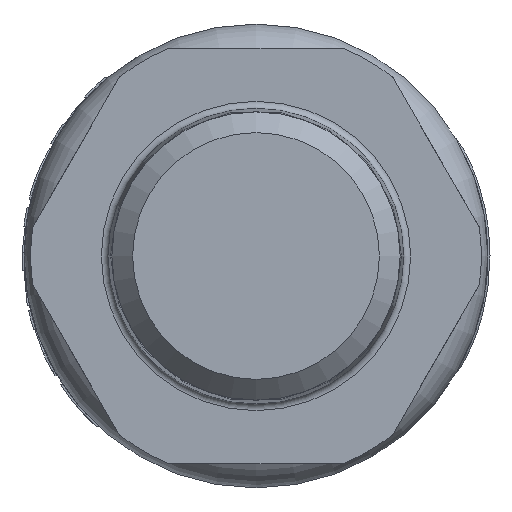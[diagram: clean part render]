
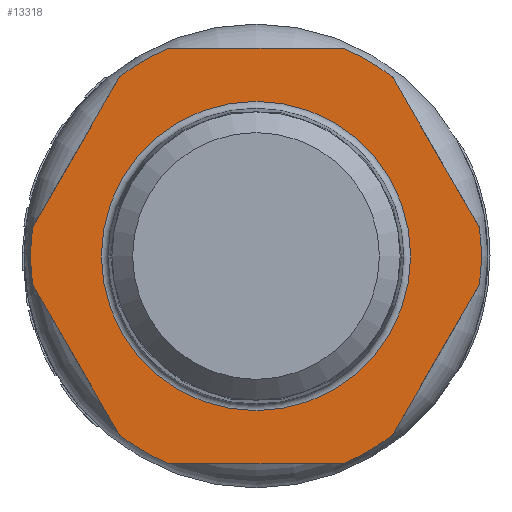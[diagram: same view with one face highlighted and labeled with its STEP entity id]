
A CAD part, left-side view. The second image highlights one B-rep face of the part: STEP entity #13318.
In plain terms, the highlighted planar face has unit normal (-1, 0, 0).
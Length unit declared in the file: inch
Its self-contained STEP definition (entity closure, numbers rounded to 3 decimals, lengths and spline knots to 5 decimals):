
#1012=FACE_BOUND('',#3634,.T.);
#1448=LINE('',#27066,#1955);
#1449=LINE('',#27070,#1956);
#1450=LINE('',#27074,#1957);
#1451=LINE('',#27078,#1958);
#1452=LINE('',#27082,#1959);
#1453=LINE('',#27086,#1960);
#1955=VECTOR('',#17242,0.3937);
#1956=VECTOR('',#17245,0.3937);
#1957=VECTOR('',#17248,0.3937);
#1958=VECTOR('',#17251,0.3937);
#1959=VECTOR('',#17254,0.3937);
#1960=VECTOR('',#17257,0.3937);
#2902=FACE_OUTER_BOUND('',#3633,.T.);
#3633=EDGE_LOOP('',(#11118,#11119,#11120,#11121,#11122,#11123,#11124,#11125,
#11126,#11127,#11128,#11129));
#3634=EDGE_LOOP('',(#11130,#11131));
#4243=CIRCLE('',#14470,0.43976);
#4244=CIRCLE('',#14471,0.43976);
#4249=CIRCLE('',#14478,0.64035);
#4250=CIRCLE('',#14479,0.64035);
#4251=CIRCLE('',#14480,0.64035);
#4252=CIRCLE('',#14481,0.64035);
#4253=CIRCLE('',#14482,0.64035);
#4254=CIRCLE('',#14483,0.64035);
#5520=VERTEX_POINT('',#27049);
#5521=VERTEX_POINT('',#27051);
#5525=VERTEX_POINT('',#27064);
#5526=VERTEX_POINT('',#27065);
#5527=VERTEX_POINT('',#27067);
#5528=VERTEX_POINT('',#27069);
#5529=VERTEX_POINT('',#27071);
#5530=VERTEX_POINT('',#27073);
#5531=VERTEX_POINT('',#27075);
#5532=VERTEX_POINT('',#27077);
#5533=VERTEX_POINT('',#27079);
#5534=VERTEX_POINT('',#27081);
#5535=VERTEX_POINT('',#27083);
#5536=VERTEX_POINT('',#27085);
#7422=EDGE_CURVE('',#5520,#5521,#4243,.T.);
#7423=EDGE_CURVE('',#5521,#5520,#4244,.T.);
#7429=EDGE_CURVE('',#5525,#5526,#1448,.T.);
#7430=EDGE_CURVE('',#5527,#5526,#4249,.T.);
#7431=EDGE_CURVE('',#5527,#5528,#1449,.T.);
#7432=EDGE_CURVE('',#5529,#5528,#4250,.T.);
#7433=EDGE_CURVE('',#5529,#5530,#1450,.T.);
#7434=EDGE_CURVE('',#5531,#5530,#4251,.T.);
#7435=EDGE_CURVE('',#5531,#5532,#1451,.T.);
#7436=EDGE_CURVE('',#5533,#5532,#4252,.T.);
#7437=EDGE_CURVE('',#5533,#5534,#1452,.T.);
#7438=EDGE_CURVE('',#5535,#5534,#4253,.T.);
#7439=EDGE_CURVE('',#5535,#5536,#1453,.T.);
#7440=EDGE_CURVE('',#5525,#5536,#4254,.T.);
#11118=ORIENTED_EDGE('',*,*,#7429,.T.);
#11119=ORIENTED_EDGE('',*,*,#7430,.F.);
#11120=ORIENTED_EDGE('',*,*,#7431,.T.);
#11121=ORIENTED_EDGE('',*,*,#7432,.F.);
#11122=ORIENTED_EDGE('',*,*,#7433,.T.);
#11123=ORIENTED_EDGE('',*,*,#7434,.F.);
#11124=ORIENTED_EDGE('',*,*,#7435,.T.);
#11125=ORIENTED_EDGE('',*,*,#7436,.F.);
#11126=ORIENTED_EDGE('',*,*,#7437,.T.);
#11127=ORIENTED_EDGE('',*,*,#7438,.F.);
#11128=ORIENTED_EDGE('',*,*,#7439,.T.);
#11129=ORIENTED_EDGE('',*,*,#7440,.F.);
#11130=ORIENTED_EDGE('',*,*,#7423,.F.);
#11131=ORIENTED_EDGE('',*,*,#7422,.F.);
#11951=PLANE('',#14477);
#13318=ADVANCED_FACE('',(#2902,#1012),#11951,.T.);
#14470=AXIS2_PLACEMENT_3D('',#27052,#17225,#17226);
#14471=AXIS2_PLACEMENT_3D('',#27053,#17227,#17228);
#14477=AXIS2_PLACEMENT_3D('',#27063,#17240,#17241);
#14478=AXIS2_PLACEMENT_3D('',#27068,#17243,#17244);
#14479=AXIS2_PLACEMENT_3D('',#27072,#17246,#17247);
#14480=AXIS2_PLACEMENT_3D('',#27076,#17249,#17250);
#14481=AXIS2_PLACEMENT_3D('',#27080,#17252,#17253);
#14482=AXIS2_PLACEMENT_3D('',#27084,#17255,#17256);
#14483=AXIS2_PLACEMENT_3D('',#27087,#17258,#17259);
#17225=DIRECTION('center_axis',(-1.,0.,0.));
#17226=DIRECTION('ref_axis',(0.,1.,0.));
#17227=DIRECTION('center_axis',(-1.,0.,0.));
#17228=DIRECTION('ref_axis',(0.,1.,0.));
#17240=DIRECTION('center_axis',(-1.,0.,0.));
#17241=DIRECTION('ref_axis',(0.,0.,-1.));
#17242=DIRECTION('',(0.,0.5,0.866));
#17243=DIRECTION('center_axis',(1.,0.,0.));
#17244=DIRECTION('ref_axis',(0.,0.,1.));
#17245=DIRECTION('',(0.,1.,0.));
#17246=DIRECTION('center_axis',(1.,0.,0.));
#17247=DIRECTION('ref_axis',(0.,0.,1.));
#17248=DIRECTION('',(0.,0.5,-0.866));
#17249=DIRECTION('center_axis',(1.,0.,0.));
#17250=DIRECTION('ref_axis',(0.,0.,1.));
#17251=DIRECTION('',(0.,-0.5,-0.866));
#17252=DIRECTION('center_axis',(1.,0.,0.));
#17253=DIRECTION('ref_axis',(0.,0.,1.));
#17254=DIRECTION('',(0.,-1.,0.));
#17255=DIRECTION('center_axis',(1.,0.,0.));
#17256=DIRECTION('ref_axis',(0.,0.,1.));
#17257=DIRECTION('',(0.,-0.5,0.866));
#17258=DIRECTION('center_axis',(1.,0.,0.));
#17259=DIRECTION('ref_axis',(0.,0.,1.));
#27049=CARTESIAN_POINT('',(-0.17717,0.,-0.43976));
#27051=CARTESIAN_POINT('',(-0.17717,-0.43976,0.));
#27052=CARTESIAN_POINT('Origin',(-0.17717,0.,0.));
#27053=CARTESIAN_POINT('Origin',(-0.17717,0.,0.));
#27063=CARTESIAN_POINT('Origin',(-0.17717,-0.64035,
0.));
#27064=CARTESIAN_POINT('',(-0.17717,-0.63523,0.08085));
#27065=CARTESIAN_POINT('',(-0.17717,-0.38764,0.5097));
#27066=CARTESIAN_POINT('',(-0.17717,-0.65338,0.04942));
#27067=CARTESIAN_POINT('',(-0.17717,-0.24759,0.59055));
#27068=CARTESIAN_POINT('Origin',(-0.17717,0.,0.));
#27069=CARTESIAN_POINT('',(-0.17717,0.24759,0.59055));
#27070=CARTESIAN_POINT('',(-0.17717,-0.44397,0.59055));
#27071=CARTESIAN_POINT('',(-0.17717,0.38764,0.5097));
#27072=CARTESIAN_POINT('Origin',(-0.17717,0.,0.));
#27073=CARTESIAN_POINT('',(-0.17717,0.63523,0.08085));
#27074=CARTESIAN_POINT('',(-0.17717,0.36949,0.54113));
#27075=CARTESIAN_POINT('',(-0.17717,0.63523,-0.08085));
#27076=CARTESIAN_POINT('Origin',(-0.17717,0.,0.));
#27077=CARTESIAN_POINT('',(-0.17717,0.38764,-0.5097));
#27078=CARTESIAN_POINT('',(-0.17717,0.49329,-0.3267));
#27079=CARTESIAN_POINT('',(-0.17717,0.24759,-0.59055));
#27080=CARTESIAN_POINT('Origin',(-0.17717,0.,0.));
#27081=CARTESIAN_POINT('',(-0.17717,-0.24759,-0.59055));
#27082=CARTESIAN_POINT('',(-0.17717,-0.19638,-0.59055));
#27083=CARTESIAN_POINT('',(-0.17717,-0.38764,-0.5097));
#27084=CARTESIAN_POINT('Origin',(-0.17717,0.,0.));
#27085=CARTESIAN_POINT('',(-0.17717,-0.63523,-0.08085));
#27086=CARTESIAN_POINT('',(-0.17717,-0.52958,-0.26385));
#27087=CARTESIAN_POINT('Origin',(-0.17717,0.,0.));
